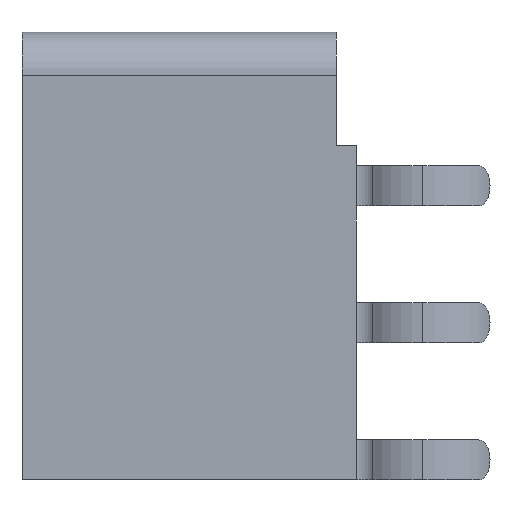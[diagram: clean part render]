
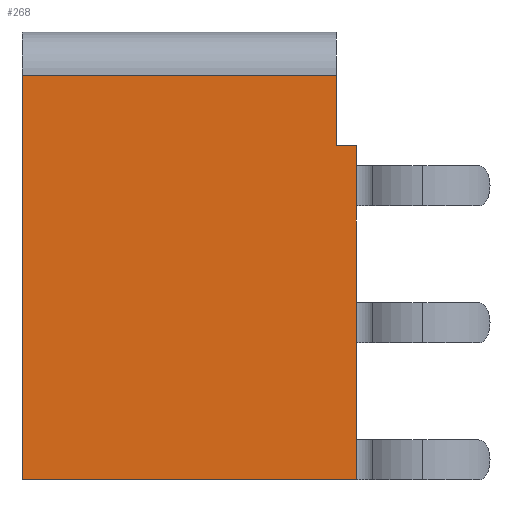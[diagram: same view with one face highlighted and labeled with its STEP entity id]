
A CAD part, left-side view. The second image highlights one B-rep face of the part: STEP entity #268.
In plain terms, the highlighted planar face has unit normal (-1, 0, 0).
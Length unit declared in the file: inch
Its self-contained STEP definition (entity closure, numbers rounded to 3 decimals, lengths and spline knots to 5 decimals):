
#54 = ORIENTED_EDGE ( 'NONE', *, *, #1454, .F. ) ;
#113 = ORIENTED_EDGE ( 'NONE', *, *, #3980, .T. ) ;
#133 = AXIS2_PLACEMENT_3D ( 'NONE', #4846, #5708, #2965 ) ;
#142 = VECTOR ( 'NONE', #468, 39.37008 ) ;
#185 = CARTESIAN_POINT ( 'NONE',  ( -0.41405, 0.91895, 1.5532 ) ) ;
#268 = ADVANCED_FACE ( 'NONE', ( #3406 ), #5232, .F. ) ;
#296 = CARTESIAN_POINT ( 'NONE',  ( -0.41405, 0.41895, 1.3582 ) ) ;
#339 = EDGE_CURVE ( 'NONE', #4951, #4009, #5170, .T. ) ;
#410 = LINE ( 'NONE', #2832, #4031 ) ;
#431 = VERTEX_POINT ( 'NONE', #1078 ) ;
#468 = DIRECTION ( 'NONE',  ( 0., 0., 1. ) ) ;
#523 = ORIENTED_EDGE ( 'NONE', *, *, #5335, .F. ) ;
#598 = ORIENTED_EDGE ( 'NONE', *, *, #3593, .F. ) ;
#817 = DIRECTION ( 'NONE',  ( 0., -1., 0. ) ) ;
#1034 = VECTOR ( 'NONE', #3757, 39.37008 ) ;
#1078 = CARTESIAN_POINT ( 'NONE',  ( -0.41405, 0.41895, 1.1532 ) ) ;
#1154 = LINE ( 'NONE', #5257, #1034 ) ;
#1390 = VECTOR ( 'NONE', #5301, 39.37008 ) ;
#1454 = EDGE_CURVE ( 'NONE', #2448, #2822, #3009, .T. ) ;
#1507 = VERTEX_POINT ( 'NONE', #2648 ) ;
#1549 = CARTESIAN_POINT ( 'NONE',  ( -0.41405, 0.41895, 0.9482 ) ) ;
#1726 = LINE ( 'NONE', #5325, #4922 ) ;
#1787 = CARTESIAN_POINT ( 'NONE',  ( -0.41405, 0.44895, 0.9482 ) ) ;
#1797 = DIRECTION ( 'NONE',  ( 0., 0., 1. ) ) ;
#1869 = CARTESIAN_POINT ( 'NONE',  ( -0.41405, 0.41895, 1.4182 ) ) ;
#1890 = ORIENTED_EDGE ( 'NONE', *, *, #2693, .T. ) ;
#2002 = EDGE_CURVE ( 'NONE', #2448, #2236, #2315, .T. ) ;
#2053 = EDGE_CURVE ( 'NONE', #1507, #5121, #5467, .T. ) ;
#2073 = CARTESIAN_POINT ( 'NONE',  ( -0.41405, 0.91895, 1.5532 ) ) ;
#2076 = DIRECTION ( 'NONE',  ( 0., 0., -1. ) ) ;
#2216 = ORIENTED_EDGE ( 'NONE', *, *, #3372, .T. ) ;
#2236 = VERTEX_POINT ( 'NONE', #1549 ) ;
#2293 = CARTESIAN_POINT ( 'NONE',  ( -0.41405, 0.41895, 1.2132 ) ) ;
#2315 = LINE ( 'NONE', #4972, #5285 ) ;
#2321 = EDGE_CURVE ( 'NONE', #4781, #4009, #5831, .T. ) ;
#2448 = VERTEX_POINT ( 'NONE', #2834 ) ;
#2604 = CARTESIAN_POINT ( 'NONE',  ( -0.41405, 0.41895, 0.9482 ) ) ;
#2648 = CARTESIAN_POINT ( 'NONE',  ( -0.41405, 0.44895, 1.4482 ) ) ;
#2689 = DIRECTION ( 'NONE',  ( 0., 0., 1. ) ) ;
#2693 = EDGE_CURVE ( 'NONE', #4951, #4678, #1154, .T. ) ;
#2822 = VERTEX_POINT ( 'NONE', #185 ) ;
#2823 = VECTOR ( 'NONE', #2689, 39.37008 ) ;
#2832 = CARTESIAN_POINT ( 'NONE',  ( -0.41405, 0.41895, 1.2132 ) ) ;
#2834 = CARTESIAN_POINT ( 'NONE',  ( -0.41405, 0.91895, 0.9482 ) ) ;
#2851 = ORIENTED_EDGE ( 'NONE', *, *, #2321, .T. ) ;
#2900 = CARTESIAN_POINT ( 'NONE',  ( -0.41405, 0.41895, 1.4182 ) ) ;
#2956 = VECTOR ( 'NONE', #817, 39.37008 ) ;
#2965 = DIRECTION ( 'NONE',  ( 0., 1., 0. ) ) ;
#2972 = CARTESIAN_POINT ( 'NONE',  ( -0.41405, 0.44895, 1.5532 ) ) ;
#3009 = LINE ( 'NONE', #5753, #1390 ) ;
#3091 = DIRECTION ( 'NONE',  ( 0., 0., -1. ) ) ;
#3114 = ORIENTED_EDGE ( 'NONE', *, *, #2053, .T. ) ;
#3322 = VECTOR ( 'NONE', #1797, 39.37008 ) ;
#3372 = EDGE_CURVE ( 'NONE', #2236, #431, #5011, .T. ) ;
#3406 = FACE_OUTER_BOUND ( 'NONE', #4127, .T. ) ;
#3593 = EDGE_CURVE ( 'NONE', #2822, #5121, #5311, .T. ) ;
#3757 = DIRECTION ( 'NONE',  ( 0., 0., 1. ) ) ;
#3797 = ORIENTED_EDGE ( 'NONE', *, *, #2002, .T. ) ;
#3954 = DIRECTION ( 'NONE',  ( 0., 1., 0. ) ) ;
#3980 = EDGE_CURVE ( 'NONE', #4678, #1507, #1726, .T. ) ;
#4009 = VERTEX_POINT ( 'NONE', #296 ) ;
#4031 = VECTOR ( 'NONE', #3091, 39.37008 ) ;
#4033 = CARTESIAN_POINT ( 'NONE',  ( -0.41405, 0.41895, 0.9482 ) ) ;
#4049 = DIRECTION ( 'NONE',  ( 0., -1., 0. ) ) ;
#4104 = CARTESIAN_POINT ( 'NONE',  ( -0.41405, 0.41895, 1.4482 ) ) ;
#4127 = EDGE_LOOP ( 'NONE', ( #113, #3114, #598, #54, #3797, #2216, #523, #2851, #4239, #1890 ) ) ;
#4239 = ORIENTED_EDGE ( 'NONE', *, *, #339, .F. ) ;
#4678 = VERTEX_POINT ( 'NONE', #4104 ) ;
#4781 = VERTEX_POINT ( 'NONE', #2293 ) ;
#4846 = CARTESIAN_POINT ( 'NONE',  ( -0.41405, 0.91895, 0.9482 ) ) ;
#4922 = VECTOR ( 'NONE', #3954, 39.37008 ) ;
#4951 = VERTEX_POINT ( 'NONE', #1869 ) ;
#4972 = CARTESIAN_POINT ( 'NONE',  ( -0.41405, 0.91895, 0.9482 ) ) ;
#5011 = LINE ( 'NONE', #4033, #3322 ) ;
#5121 = VERTEX_POINT ( 'NONE', #2972 ) ;
#5170 = LINE ( 'NONE', #2900, #5317 ) ;
#5232 = PLANE ( 'NONE',  #133 ) ;
#5257 = CARTESIAN_POINT ( 'NONE',  ( -0.41405, 0.41895, 0.9482 ) ) ;
#5285 = VECTOR ( 'NONE', #4049, 39.37008 ) ;
#5301 = DIRECTION ( 'NONE',  ( 0., 0., 1. ) ) ;
#5311 = LINE ( 'NONE', #2073, #2956 ) ;
#5317 = VECTOR ( 'NONE', #2076, 39.37008 ) ;
#5325 = CARTESIAN_POINT ( 'NONE',  ( -0.41405, 0.91895, 1.4482 ) ) ;
#5335 = EDGE_CURVE ( 'NONE', #4781, #431, #410, .T. ) ;
#5467 = LINE ( 'NONE', #1787, #142 ) ;
#5708 = DIRECTION ( 'NONE',  ( 1., 0., 0. ) ) ;
#5753 = CARTESIAN_POINT ( 'NONE',  ( -0.41405, 0.91895, 0.9482 ) ) ;
#5831 = LINE ( 'NONE', #2604, #2823 ) ;
